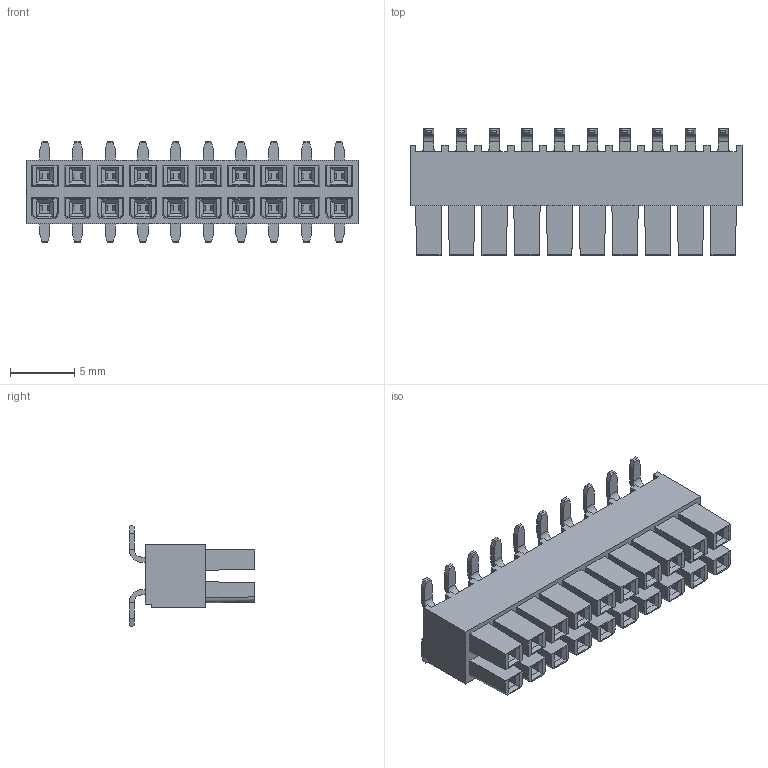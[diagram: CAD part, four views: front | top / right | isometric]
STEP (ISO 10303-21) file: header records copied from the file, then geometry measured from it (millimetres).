
FILE_DESCRIPTION( ('This file contains a STEP AP42 implementation' ,'as created by ZW3D STEP Interface translator.') ,'2;1' );
FILE_NAME( '3600-SXXX-085MXXT01.stp' ,'23 323.184324', (''), ('ZWCAD Software Co.'), 'Version 1.0', 'ZW3D to STEP translator', '' );
FILE_SCHEMA(('AUTOMOTIVE_DESIGN { 1 0 10303 214 1 1 1 1 }'));
Length unit declared in the file: millimetre
Products named in the file (2): 0; 3600-SXXX-085MXXT01
Bounding box: 25.78 x 9.78 x 7.87 mm (x, y, z)
Volume: 731.4 mm3; surface area: 1791.2 mm2
Topology: 1 solids, 1 shells, 1349 faces, 3479 edges, 2266 vertices
Faces by surface type: plane 1112, cylinder 180, bspline 57
Entity records: 41771 total; most frequent: CARTESIAN_POINT 7446, ORIENTED_EDGE 6958, DIRECTION 6361, EDGE_CURVE 3479, VECTOR 3095, LINE 3095, VERTEX_POINT 2266, AXIS2_PLACEMENT_3D 1633
